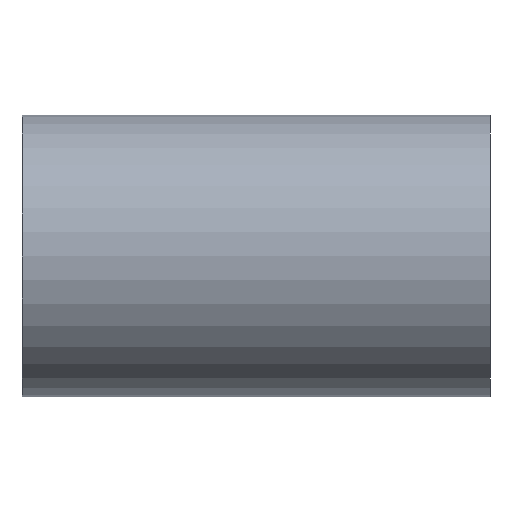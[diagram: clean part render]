
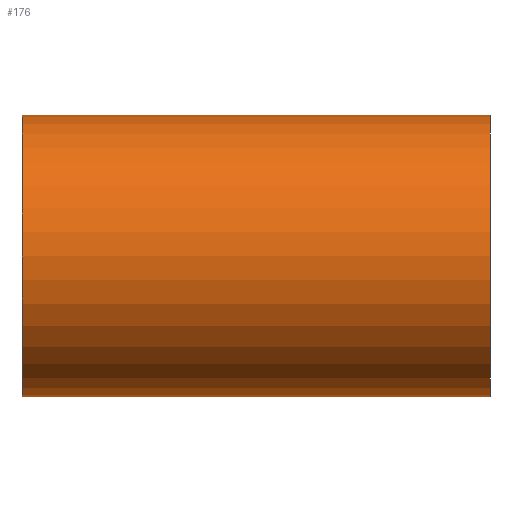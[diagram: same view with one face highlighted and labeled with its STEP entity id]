
A CAD part, front view. The second image highlights one B-rep face of the part: STEP entity #176.
In plain terms, the highlighted cylindrical face has radius 32.5 mm (diameter 65 mm), a partial arc.
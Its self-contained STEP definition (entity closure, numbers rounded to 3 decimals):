
#130 = VERTEX_POINT( '', #341 );
#146 = EDGE_CURVE( '', #274, #200, #357, .T. );
#176 = ADVANCED_FACE( '', ( #389 ), #390, .T. );
#200 = VERTEX_POINT( '', #417 );
#204 = VERTEX_POINT( '', #421 );
#244 = EDGE_CURVE( '', #204, #274, #469, .T. );
#274 = VERTEX_POINT( '', #501 );
#288 = EDGE_CURVE( '', #200, #130, #520, .T. );
#296 = EDGE_CURVE( '', #204, #130, #529, .T. );
#341 = CARTESIAN_POINT( '', ( -84., 0., -32.5 ) );
#357 = CIRCLE( '', #592, 32.5 );
#389 = FACE_OUTER_BOUND( '', #659, .T. );
#390 = CYLINDRICAL_SURFACE( '', #660, 32.5 );
#417 = CARTESIAN_POINT( '', ( 24., 0., -32.5 ) );
#421 = CARTESIAN_POINT( '', ( -84., 0., 32.5 ) );
#469 = LINE( '', #806, #807 );
#501 = CARTESIAN_POINT( '', ( 24., 0., 32.5 ) );
#520 = LINE( '', #885, #886 );
#529 = CIRCLE( '', #899, 32.5 );
#592 = AXIS2_PLACEMENT_3D( '', #1033, #1034, #1035 );
#659 = EDGE_LOOP( '', ( #1065, #1066, #1067, #1068 ) );
#660 = AXIS2_PLACEMENT_3D( '', #1069, #1070, #1071 );
#806 = CARTESIAN_POINT( '', ( 24., 0., 32.5 ) );
#807 = VECTOR( '', #1162, 1. );
#885 = CARTESIAN_POINT( '', ( 24., 0., -32.5 ) );
#886 = VECTOR( '', #1222, 1. );
#899 = AXIS2_PLACEMENT_3D( '', #1237, #1238, #1239 );
#1033 = CARTESIAN_POINT( '', ( 24., 0., 0. ) );
#1034 = DIRECTION( '', ( 1., 0., 0. ) );
#1035 = DIRECTION( '', ( 0., 0., -1. ) );
#1065 = ORIENTED_EDGE( '', *, *, #288, .F. );
#1066 = ORIENTED_EDGE( '', *, *, #146, .F. );
#1067 = ORIENTED_EDGE( '', *, *, #244, .F. );
#1068 = ORIENTED_EDGE( '', *, *, #296, .T. );
#1069 = CARTESIAN_POINT( '', ( 24., 0., 0. ) );
#1070 = DIRECTION( '', ( 1., 0., 0. ) );
#1071 = DIRECTION( '', ( 0., 0., -1. ) );
#1162 = DIRECTION( '', ( 1., 0., 0. ) );
#1222 = DIRECTION( '', ( -1., 0., 0. ) );
#1237 = CARTESIAN_POINT( '', ( -84., 0., 0. ) );
#1238 = DIRECTION( '', ( 1., 0., 0. ) );
#1239 = DIRECTION( '', ( 0., 0., -1. ) );
